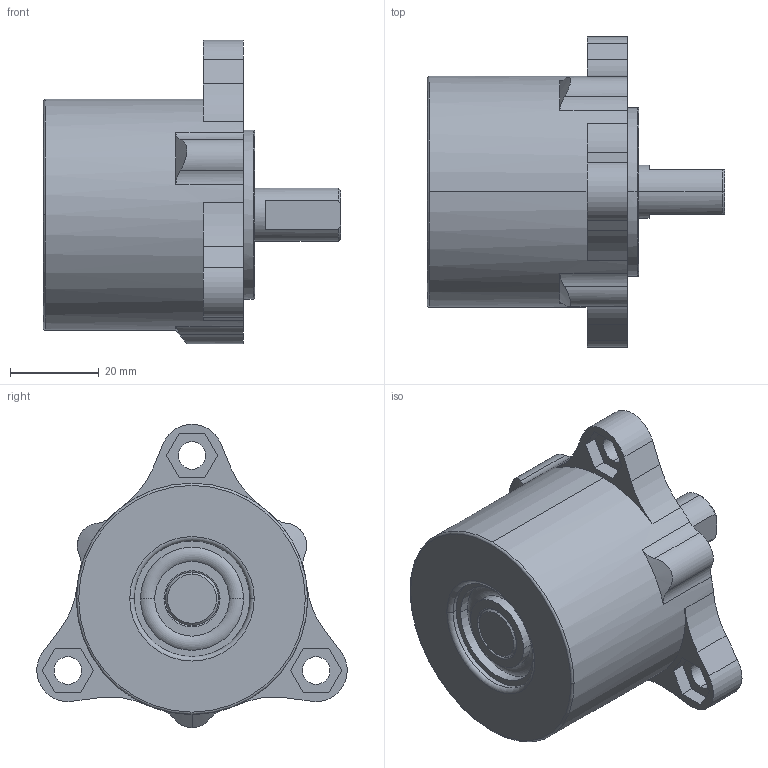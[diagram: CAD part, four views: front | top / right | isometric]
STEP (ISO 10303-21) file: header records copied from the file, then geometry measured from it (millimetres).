
FILE_DESCRIPTION (( 'STEP AP214' ), '1' );
FILE_NAME ('PMK.STEP', '2024-02-05T11:09:16', ( '' ), ( '' ), 'SwSTEP 2.0', 'SolidWorks 2023', '' );
FILE_SCHEMA (( 'AUTOMOTIVE_DESIGN' ));
Length unit declared in the file: millimetre
Products named in the file (1): PMK
Bounding box: 66.85 x 69.85 x 68.25 mm (x, y, z)
Volume: 98496.9 mm3; surface area: 18469.1 mm2
Topology: 1 solids, 1 shells, 197 faces, 508 edges, 323 vertices
Faces by surface type: plane 77, cylinder 75, cone 31, torus 14
Entity records: 8315 total; most frequent: CARTESIAN_POINT 1169, DIRECTION 1109, ORIENTED_EDGE 1000, EDGE_CURVE 500, AXIS2_PLACEMENT_3D 425, VERTEX_POINT 323, VECTOR 259, LINE 259
